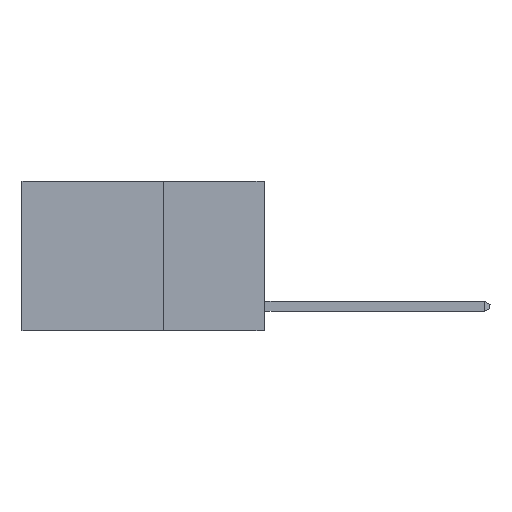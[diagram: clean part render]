
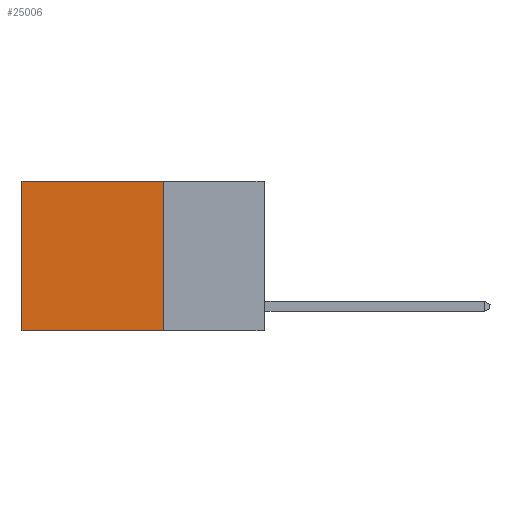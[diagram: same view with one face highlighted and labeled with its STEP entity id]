
A CAD part, left-side view. The second image highlights one B-rep face of the part: STEP entity #25006.
In plain terms, the highlighted planar face has unit normal (-1, 0, 0).
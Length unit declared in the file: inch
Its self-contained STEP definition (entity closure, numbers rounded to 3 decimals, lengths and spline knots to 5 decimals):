
#100 = VECTOR ( 'NONE', #24569, 39.37008 ) ;
#438 = ORIENTED_EDGE ( 'NONE', *, *, #5794, .F. ) ;
#945 = DIRECTION ( 'NONE',  ( 0., 1., 0. ) ) ;
#1591 = CARTESIAN_POINT ( 'NONE',  ( 0.2625, 0.6, 0. ) ) ;
#2665 = DIRECTION ( 'NONE',  ( 1., 0., 0. ) ) ;
#2829 = CARTESIAN_POINT ( 'NONE',  ( 0.2625, 0.25, -0.37 ) ) ;
#3251 = LINE ( 'NONE', #17973, #100 ) ;
#5794 = EDGE_CURVE ( 'NONE', #26014, #9565, #3251, .T. ) ;
#6828 = DIRECTION ( 'NONE',  ( 0., 0., -1. ) ) ;
#8013 = CARTESIAN_POINT ( 'NONE',  ( 0.2625, 0.6, 0. ) ) ;
#8634 = CARTESIAN_POINT ( 'NONE',  ( 0.2625, 0.25, 0. ) ) ;
#9140 = VECTOR ( 'NONE', #16185, 39.37008 ) ;
#9225 = CARTESIAN_POINT ( 'NONE',  ( 0.2625, 0.25, 0. ) ) ;
#9565 = VERTEX_POINT ( 'NONE', #21040 ) ;
#10547 = EDGE_LOOP ( 'NONE', ( #20991, #25835, #438, #22882 ) ) ;
#12742 = CARTESIAN_POINT ( 'NONE',  ( 0.2625, 0.25, 0. ) ) ;
#13398 = VERTEX_POINT ( 'NONE', #23997 ) ;
#13517 = LINE ( 'NONE', #9225, #15153 ) ;
#13922 = LINE ( 'NONE', #8013, #9140 ) ;
#15139 = EDGE_CURVE ( 'NONE', #26014, #24746, #13517, .T. ) ;
#15153 = VECTOR ( 'NONE', #21951, 39.37008 ) ;
#16185 = DIRECTION ( 'NONE',  ( 0., 0., -1. ) ) ;
#17084 = VECTOR ( 'NONE', #945, 39.37008 ) ;
#17093 = EDGE_CURVE ( 'NONE', #24746, #13398, #13922, .T. ) ;
#17147 = PLANE ( 'NONE',  #26149 ) ;
#17973 = CARTESIAN_POINT ( 'NONE',  ( 0.2625, 0.25, 0. ) ) ;
#20991 = ORIENTED_EDGE ( 'NONE', *, *, #17093, .T. ) ;
#21040 = CARTESIAN_POINT ( 'NONE',  ( 0.2625, 0.25, -0.37 ) ) ;
#21310 = FACE_OUTER_BOUND ( 'NONE', #10547, .T. ) ;
#21951 = DIRECTION ( 'NONE',  ( 0., 1., 0. ) ) ;
#22882 = ORIENTED_EDGE ( 'NONE', *, *, #15139, .T. ) ;
#23997 = CARTESIAN_POINT ( 'NONE',  ( 0.2625, 0.6, -0.37 ) ) ;
#24073 = LINE ( 'NONE', #2829, #17084 ) ;
#24556 = EDGE_CURVE ( 'NONE', #9565, #13398, #24073, .T. ) ;
#24569 = DIRECTION ( 'NONE',  ( 0., 0., -1. ) ) ;
#24746 = VERTEX_POINT ( 'NONE', #1591 ) ;
#25006 = ADVANCED_FACE ( 'NONE', ( #21310 ), #17147, .F. ) ;
#25835 = ORIENTED_EDGE ( 'NONE', *, *, #24556, .F. ) ;
#26014 = VERTEX_POINT ( 'NONE', #8634 ) ;
#26149 = AXIS2_PLACEMENT_3D ( 'NONE', #12742, #2665, #6828 ) ;
